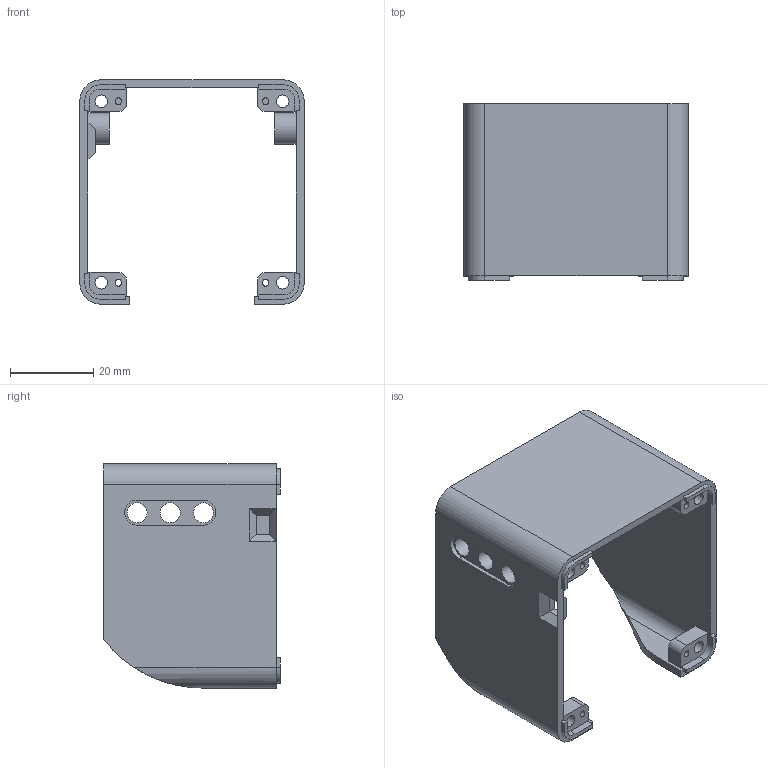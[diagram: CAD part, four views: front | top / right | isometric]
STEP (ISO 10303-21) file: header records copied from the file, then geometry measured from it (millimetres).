
FILE_DESCRIPTION(/* description */ (''),/* implementation_level */ '2;1');
FILE_NAME(/* name */ 'shell.step',/* time_stamp */ '2023-08-10T10:24:55+09:00',/* author */ (''),/* organization */ (''),/* preprocessor_version */ 'ST-DEVELOPER v19.2',/* originating_system */ 'Autodesk Translation Framework v12.6.0.85',/* authorisation */ '');
FILE_SCHEMA (('AUTOMOTIVE_DESIGN { 1 0 10303 214 3 1 1 }'));
Length unit declared in the file: millimetre
Products named in the file (1): shell
Bounding box: 54 x 42.5 x 54 mm (x, y, z)
Volume: 15578.9 mm3; surface area: 16228 mm2
Topology: 1 solids, 1 shells, 369 faces, 1044 edges, 695 vertices
Faces by surface type: plane 164, bspline 161, cylinder 44
Full cylindrical faces by diameter (mm): 1.6 x4, 3 x4, 4.8 x6
Entity records: 13607 total; most frequent: CARTESIAN_POINT 4995, ORIENTED_EDGE 2088, DIRECTION 1221, EDGE_CURVE 1044, VERTEX_POINT 695, LINE 627, VECTOR 627, EDGE_LOOP 413
